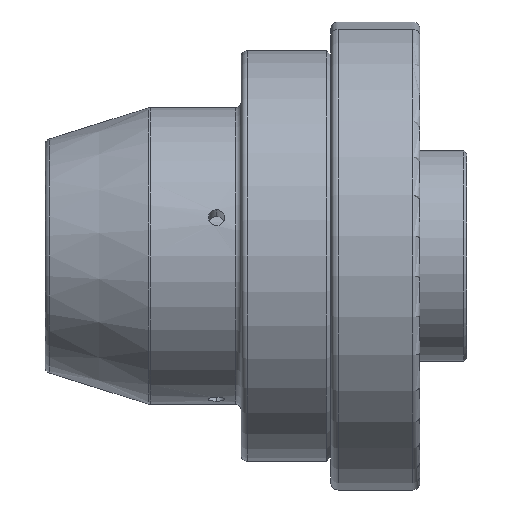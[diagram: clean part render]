
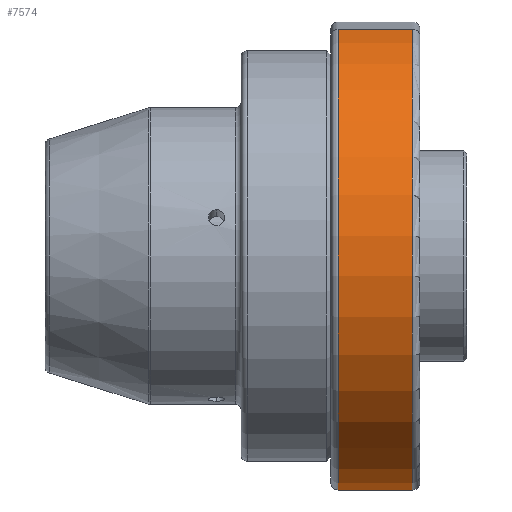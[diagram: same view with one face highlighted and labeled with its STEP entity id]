
A CAD part, left-side view. The second image highlights one B-rep face of the part: STEP entity #7574.
In plain terms, the highlighted cylindrical face has radius 79.15 mm (diameter 158.3 mm), a partial arc.
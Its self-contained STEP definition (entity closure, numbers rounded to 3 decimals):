
#278 = VERTEX_POINT ( 'NONE', #7121 ) ;
#665 = CARTESIAN_POINT ( 'NONE',  ( -20.486, 18.3, 76.453 ) ) ;
#1456 = CARTESIAN_POINT ( 'NONE',  ( 0., 70.8, 0. ) ) ;
#1516 = DIRECTION ( 'NONE',  ( 0., 1., 0. ) ) ;
#1695 = ORIENTED_EDGE ( 'NONE', *, *, #13740, .F. ) ;
#2034 = VECTOR ( 'NONE', #5850, 1000. ) ;
#2793 = VECTOR ( 'NONE', #4923, 1000. ) ;
#3163 = AXIS2_PLACEMENT_3D ( 'NONE', #13454, #6996, #5294 ) ;
#4609 = CYLINDRICAL_SURFACE ( 'NONE', #10690, 79.15 ) ;
#4824 = CARTESIAN_POINT ( 'NONE',  ( -20.486, 70.8, 76.453 ) ) ;
#4923 = DIRECTION ( 'NONE',  ( 0., 1., 0. ) ) ;
#4985 = ORIENTED_EDGE ( 'NONE', *, *, #5594, .T. ) ;
#5294 = DIRECTION ( 'NONE',  ( -0.259, 0., 0.966 ) ) ;
#5594 = EDGE_CURVE ( 'NONE', #11348, #14676, #6292, .T. ) ;
#5850 = DIRECTION ( 'NONE',  ( 0., 1., 0. ) ) ;
#6105 = LINE ( 'NONE', #4824, #2793 ) ;
#6124 = ORIENTED_EDGE ( 'NONE', *, *, #10163, .T. ) ;
#6163 = FACE_OUTER_BOUND ( 'NONE', #7831, .T. ) ;
#6292 = CIRCLE ( 'NONE', #3163, 79.15 ) ;
#6497 = DIRECTION ( 'NONE',  ( -0.259, 0., 0.966 ) ) ;
#6996 = DIRECTION ( 'NONE',  ( 0., -1., 0. ) ) ;
#7121 = CARTESIAN_POINT ( 'NONE',  ( 20.486, 18.3, -76.453 ) ) ;
#7574 = ADVANCED_FACE ( 'NONE', ( #6163 ), #4609, .T. ) ;
#7740 = DIRECTION ( 'NONE',  ( 0., 1., 0. ) ) ;
#7831 = EDGE_LOOP ( 'NONE', ( #1695, #6124, #10351, #4985 ) ) ;
#8657 = CARTESIAN_POINT ( 'NONE',  ( 20.486, 70.8, -76.453 ) ) ;
#9117 = CARTESIAN_POINT ( 'NONE',  ( 0., 18.3, 0. ) ) ;
#10163 = EDGE_CURVE ( 'NONE', #278, #10338, #11899, .T. ) ;
#10338 = VERTEX_POINT ( 'NONE', #665 ) ;
#10351 = ORIENTED_EDGE ( 'NONE', *, *, #15576, .T. ) ;
#10397 = DIRECTION ( 'NONE',  ( 0.259, 0., -0.966 ) ) ;
#10690 = AXIS2_PLACEMENT_3D ( 'NONE', #1456, #7740, #6497 ) ;
#11348 = VERTEX_POINT ( 'NONE', #13974 ) ;
#11899 = CIRCLE ( 'NONE', #13440, 79.15 ) ;
#13440 = AXIS2_PLACEMENT_3D ( 'NONE', #9117, #1516, #10397 ) ;
#13454 = CARTESIAN_POINT ( 'NONE',  ( 0., 43.3, 0. ) ) ;
#13740 = EDGE_CURVE ( 'NONE', #278, #14676, #15396, .T. ) ;
#13974 = CARTESIAN_POINT ( 'NONE',  ( -20.486, 43.3, 76.453 ) ) ;
#14676 = VERTEX_POINT ( 'NONE', #15352 ) ;
#15352 = CARTESIAN_POINT ( 'NONE',  ( 20.486, 43.3, -76.453 ) ) ;
#15396 = LINE ( 'NONE', #8657, #2034 ) ;
#15576 = EDGE_CURVE ( 'NONE', #10338, #11348, #6105, .T. ) ;
